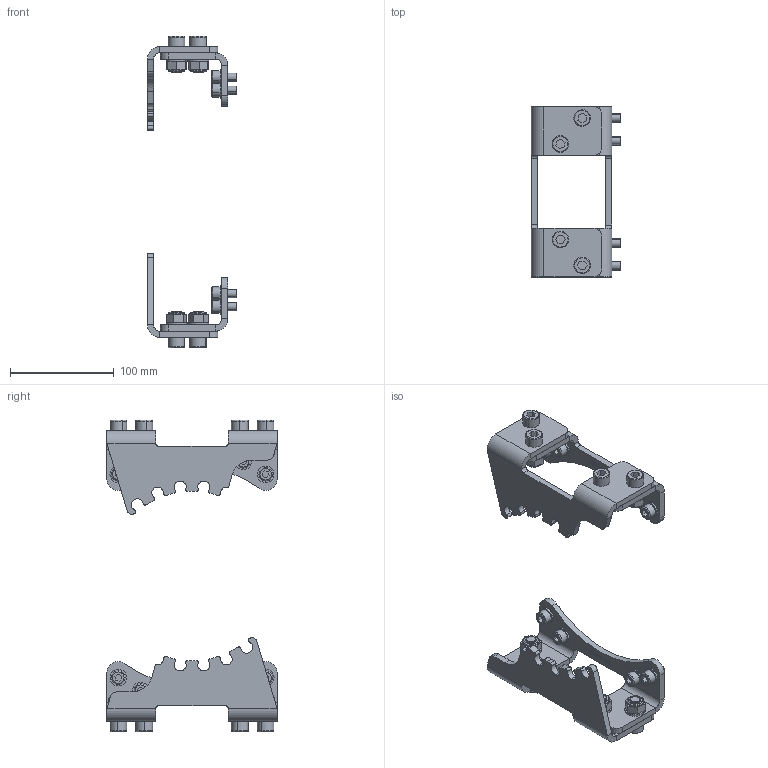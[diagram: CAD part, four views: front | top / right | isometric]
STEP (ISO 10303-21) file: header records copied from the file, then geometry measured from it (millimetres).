
FILE_DESCRIPTION (( 'STEP AP214' ), '1' );
FILE_NAME ('P1638.STEP', '2025-11-10T12:37:14', ( '' ), ( '' ), 'SwSTEP 2.0', 'SolidWorks 2024', '' );
FILE_SCHEMA (( 'AUTOMOTIVE_DESIGN' ));
Length unit declared in the file: millimetre
Products named in the file (1): P1638
Bounding box: 86 x 164 x 300 mm (x, y, z)
Volume: 323172.4 mm3; surface area: 149860.3 mm2
Topology: 44 solids, 44 shells, 1288 faces, 3090 edges, 1996 vertices
Faces by surface type: plane 538, cylinder 358, bspline 280, cone 64, torus 48
Entity records: 67356 total; most frequent: CARTESIAN_POINT 23743, ORIENTED_EDGE 6180, DIRECTION 5408, EDGE_CURVE 3090, VERTEX_POINT 1996, AXIS2_PLACEMENT_3D 1869, LINE 1670, VECTOR 1670
